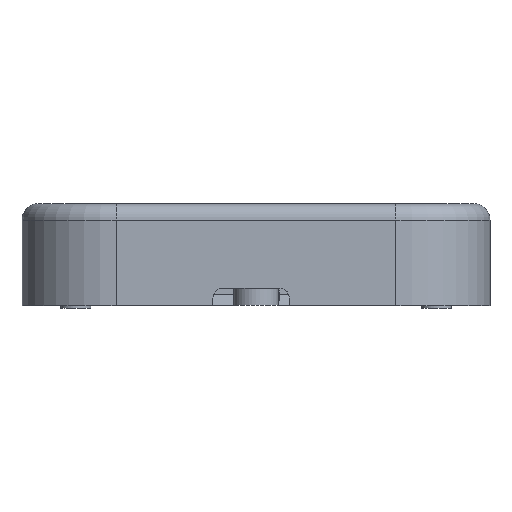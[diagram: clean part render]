
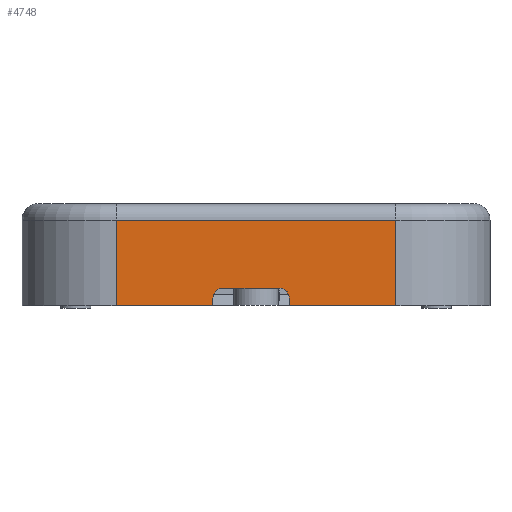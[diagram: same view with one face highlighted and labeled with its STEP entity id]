
A CAD part, front view. The second image highlights one B-rep face of the part: STEP entity #4748.
In plain terms, the highlighted planar face has unit normal (0, -1, 0).
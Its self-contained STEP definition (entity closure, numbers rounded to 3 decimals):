
#1101 = VERTEX_POINT('',#1102);
#1102 = CARTESIAN_POINT('',(-17.1,-42.35,9.1));
#1177 = EDGE_CURVE('',#1178,#1101,#1180,.T.);
#1178 = VERTEX_POINT('',#1179);
#1179 = CARTESIAN_POINT('',(-17.1,-42.35,-1.4));
#1180 = LINE('',#1181,#1182);
#1181 = CARTESIAN_POINT('',(-17.1,-42.35,0.));
#1182 = VECTOR('',#1183,1.);
#1183 = DIRECTION('',(0.,0.,1.));
#1251 = VERTEX_POINT('',#1252);
#1252 = CARTESIAN_POINT('',(-5.27,-42.35,-1.4));
#1258 = EDGE_CURVE('',#1178,#1251,#1259,.T.);
#1259 = LINE('',#1260,#1261);
#1260 = CARTESIAN_POINT('',(-17.1,-42.35,-1.4));
#1261 = VECTOR('',#1262,1.);
#1262 = DIRECTION('',(1.,0.,0.));
#1734 = VERTEX_POINT('',#1735);
#1735 = CARTESIAN_POINT('',(17.1,-42.35,9.1));
#1742 = EDGE_CURVE('',#1101,#1734,#1743,.T.);
#1743 = LINE('',#1744,#1745);
#1744 = CARTESIAN_POINT('',(-17.1,-42.35,9.1));
#1745 = VECTOR('',#1746,1.);
#1746 = DIRECTION('',(1.,0.,0.));
#4748 = ADVANCED_FACE('',(#4749),#4810,.T.);
#4749 = FACE_BOUND('',#4750,.T.);
#4750 = EDGE_LOOP('',(#4751,#4752,#4753,#4761,#4770,#4778,#4787,#4795,
    #4803,#4809));
#4751 = ORIENTED_EDGE('',*,*,#1177,.F.);
#4752 = ORIENTED_EDGE('',*,*,#1258,.T.);
#4753 = ORIENTED_EDGE('',*,*,#4754,.T.);
#4754 = EDGE_CURVE('',#1251,#4755,#4757,.T.);
#4755 = VERTEX_POINT('',#4756);
#4756 = CARTESIAN_POINT('',(-5.27,-42.35,-0.455));
#4757 = LINE('',#4758,#4759);
#4758 = CARTESIAN_POINT('',(-5.27,-42.35,-1.655));
#4759 = VECTOR('',#4760,1.);
#4760 = DIRECTION('',(0.,0.,1.));
#4761 = ORIENTED_EDGE('',*,*,#4762,.F.);
#4762 = EDGE_CURVE('',#4763,#4755,#4765,.T.);
#4763 = VERTEX_POINT('',#4764);
#4764 = CARTESIAN_POINT('',(-4.07,-42.35,0.745));
#4765 = CIRCLE('',#4766,1.2);
#4766 = AXIS2_PLACEMENT_3D('',#4767,#4768,#4769);
#4767 = CARTESIAN_POINT('',(-4.07,-42.35,-0.455));
#4768 = DIRECTION('',(0.,-1.,0.));
#4769 = DIRECTION('',(1.,0.,0.));
#4770 = ORIENTED_EDGE('',*,*,#4771,.T.);
#4771 = EDGE_CURVE('',#4763,#4772,#4774,.T.);
#4772 = VERTEX_POINT('',#4773);
#4773 = CARTESIAN_POINT('',(2.87,-42.35,0.745));
#4774 = LINE('',#4775,#4776);
#4775 = CARTESIAN_POINT('',(-4.07,-42.35,0.745));
#4776 = VECTOR('',#4777,1.);
#4777 = DIRECTION('',(1.,0.,0.));
#4778 = ORIENTED_EDGE('',*,*,#4779,.F.);
#4779 = EDGE_CURVE('',#4780,#4772,#4782,.T.);
#4780 = VERTEX_POINT('',#4781);
#4781 = CARTESIAN_POINT('',(4.07,-42.35,-0.455));
#4782 = CIRCLE('',#4783,1.2);
#4783 = AXIS2_PLACEMENT_3D('',#4784,#4785,#4786);
#4784 = CARTESIAN_POINT('',(2.87,-42.35,-0.455));
#4785 = DIRECTION('',(0.,-1.,0.));
#4786 = DIRECTION('',(1.,0.,0.));
#4787 = ORIENTED_EDGE('',*,*,#4788,.T.);
#4788 = EDGE_CURVE('',#4780,#4789,#4791,.T.);
#4789 = VERTEX_POINT('',#4790);
#4790 = CARTESIAN_POINT('',(4.07,-42.35,-1.4));
#4791 = LINE('',#4792,#4793);
#4792 = CARTESIAN_POINT('',(4.07,-42.35,-0.455));
#4793 = VECTOR('',#4794,1.);
#4794 = DIRECTION('',(0.,0.,-1.));
#4795 = ORIENTED_EDGE('',*,*,#4796,.T.);
#4796 = EDGE_CURVE('',#4789,#4797,#4799,.T.);
#4797 = VERTEX_POINT('',#4798);
#4798 = CARTESIAN_POINT('',(17.1,-42.35,-1.4));
#4799 = LINE('',#4800,#4801);
#4800 = CARTESIAN_POINT('',(-17.1,-42.35,-1.4));
#4801 = VECTOR('',#4802,1.);
#4802 = DIRECTION('',(1.,0.,0.));
#4803 = ORIENTED_EDGE('',*,*,#4804,.F.);
#4804 = EDGE_CURVE('',#1734,#4797,#4805,.T.);
#4805 = LINE('',#4806,#4807);
#4806 = CARTESIAN_POINT('',(17.1,-42.35,0.));
#4807 = VECTOR('',#4808,1.);
#4808 = DIRECTION('',(-0.,-0.,-1.));
#4809 = ORIENTED_EDGE('',*,*,#1742,.F.);
#4810 = PLANE('',#4811);
#4811 = AXIS2_PLACEMENT_3D('',#4812,#4813,#4814);
#4812 = CARTESIAN_POINT('',(0.,-42.35,3.85));
#4813 = DIRECTION('',(-0.,-1.,-0.));
#4814 = DIRECTION('',(0.,0.,-1.));
